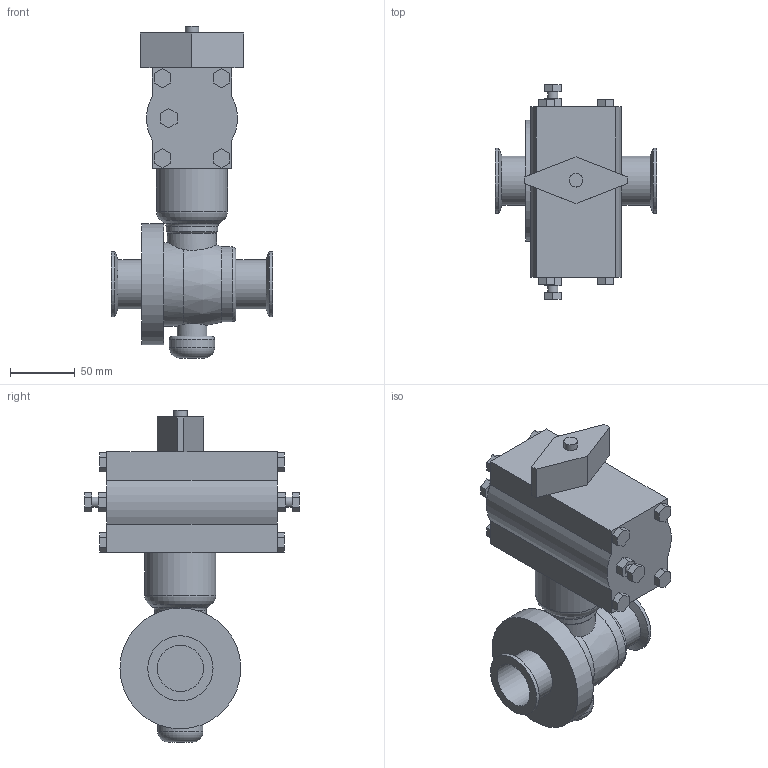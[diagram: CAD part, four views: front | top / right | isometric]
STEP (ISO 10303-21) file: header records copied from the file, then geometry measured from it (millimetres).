
FILE_DESCRIPTION(/* description */ (''),/* implementation_level */ '2;1');
FILE_NAME(/* name */ '2BA_C_15.stp',/* time_stamp */ '2021-08-19T16:22:29+09:00',/* author */ ('m'),/* organization */ (''),/* preprocessor_version */ 'ST-DEVELOPER v18.1',/* originating_system */ 'Autodesk Inventor 2021',/* authorisation */ '');
FILE_SCHEMA (('AUTOMOTIVE_DESIGN { 1 0 10303 214 3 1 1 }'));
Length unit declared in the file: millimetre
Products named in the file (1): 2BA_15_CXC
Bounding box: 125 x 166 x 256.9 mm (x, y, z)
Volume: 1131688.8 mm3; surface area: 117335 mm2
Topology: 2 solids, 2 shells, 145 faces, 339 edges, 220 vertices
Faces by surface type: plane 116, cylinder 19, torus 5, cone 4, bspline 1
Full cylindrical faces by diameter (mm): 8 x2, 10.5 x1, 23 x1, 35 x1, 35.7 x2, 38 x1, 38.1 x2, 40 x1, 50.5 x2, 55 x1, 58 x1, 64.5 x1, 93.5 x1
Entity records: 4253 total; most frequent: CARTESIAN_POINT 842, ORIENTED_EDGE 678, DIRECTION 669, EDGE_CURVE 339, LINE 283, VECTOR 283, VERTEX_POINT 220, AXIS2_PLACEMENT_3D 193
